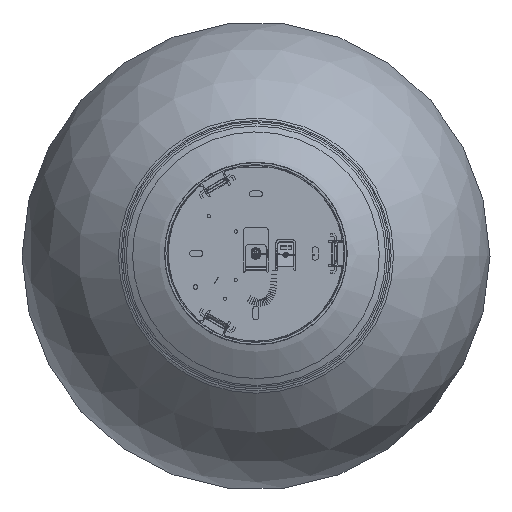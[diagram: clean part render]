
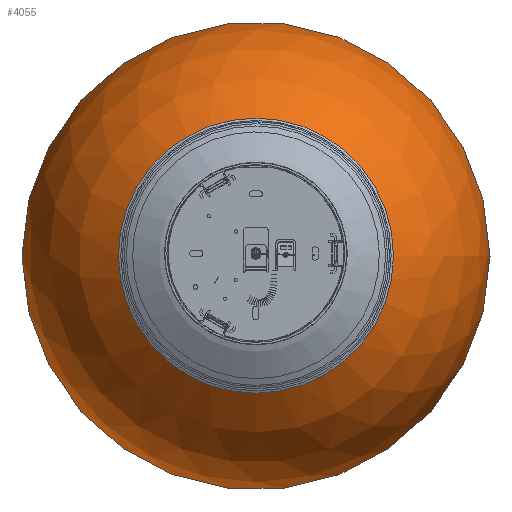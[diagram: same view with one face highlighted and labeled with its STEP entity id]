
A CAD part, top view. The second image highlights one B-rep face of the part: STEP entity #4055.
In plain terms, the highlighted spherical face has radius 175 mm.
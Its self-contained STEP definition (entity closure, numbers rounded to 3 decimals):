
#97=SPHERICAL_SURFACE('',#14863,175.);
#3036=FACE_OUTER_BOUND('',#5805,.T.);
#4055=ADVANCED_FACE('',(#3036),#97,.T.);
#5805=EDGE_LOOP('',(#8273));
#8273=ORIENTED_EDGE('',*,*,#12420,.T.);
#10785=VERTEX_POINT('',#22591);
#12420=EDGE_CURVE('',#10785,#10785,#13735,.T.);
#13735=CIRCLE('',#14862,102.845);
#14862=AXIS2_PLACEMENT_3D('',#22590,#17626,#17627);
#14863=AXIS2_PLACEMENT_3D('',#22592,#17628,#17629);
#17626=DIRECTION('',(0.,0.,-1.));
#17627=DIRECTION('',(1.,0.,0.));
#17628=DIRECTION('',(0.,0.,-1.));
#17629=DIRECTION('',(1.,0.,0.));
#22590=CARTESIAN_POINT('',(15.1,0.007,-937.466));
#22591=CARTESIAN_POINT('',(117.945,0.007,-937.466));
#22592=CARTESIAN_POINT('',(15.1,0.007,-1079.056));
